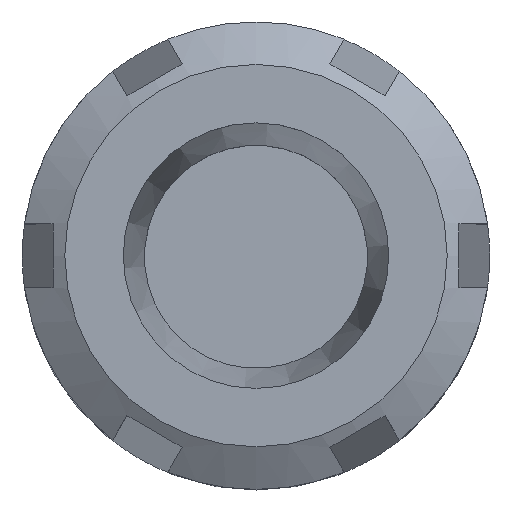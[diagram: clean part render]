
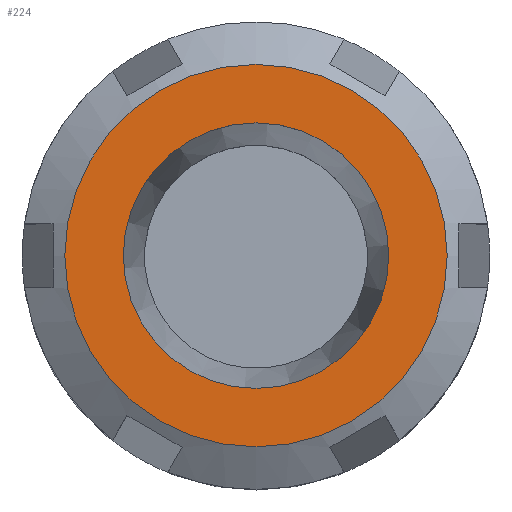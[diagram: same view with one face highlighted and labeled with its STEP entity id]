
A CAD part, top view. The second image highlights one B-rep face of the part: STEP entity #224.
In plain terms, the highlighted planar face has unit normal (0, 0, 1).
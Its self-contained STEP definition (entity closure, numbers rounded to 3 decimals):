
#86=PLANE('',#787);
#224=ADVANCED_FACE('',(#283,#284),#86,.T.);
#283=FACE_BOUND('',#335,.T.);
#284=FACE_BOUND('',#336,.T.);
#335=EDGE_LOOP('',(#431));
#336=EDGE_LOOP('',(#432));
#431=ORIENTED_EDGE('',*,*,#658,.T.);
#432=ORIENTED_EDGE('',*,*,#659,.F.);
#584=VERTEX_POINT('',#1305);
#585=VERTEX_POINT('',#1307);
#658=EDGE_CURVE('',#584,#584,#735,.T.);
#659=EDGE_CURVE('',#585,#585,#736,.T.);
#735=CIRCLE('',#785,9.);
#736=CIRCLE('',#786,6.25);
#785=AXIS2_PLACEMENT_3D('',#1304,#913,#914);
#786=AXIS2_PLACEMENT_3D('',#1306,#915,#916);
#787=AXIS2_PLACEMENT_3D('',#1308,#917,#918);
#913=DIRECTION('',(0.,0.,1.));
#914=DIRECTION('',(0.,1.,0.));
#915=DIRECTION('',(0.,0.,1.));
#916=DIRECTION('',(0.,1.,0.));
#917=DIRECTION('',(0.,0.,1.));
#918=DIRECTION('',(0.,-1.,0.));
#1304=CARTESIAN_POINT('',(0.,0.,51.5));
#1305=CARTESIAN_POINT('',(0.,9.,51.5));
#1306=CARTESIAN_POINT('',(0.,0.,51.5));
#1307=CARTESIAN_POINT('',(0.,6.25,51.5));
#1308=CARTESIAN_POINT('',(0.,0.,51.5));
